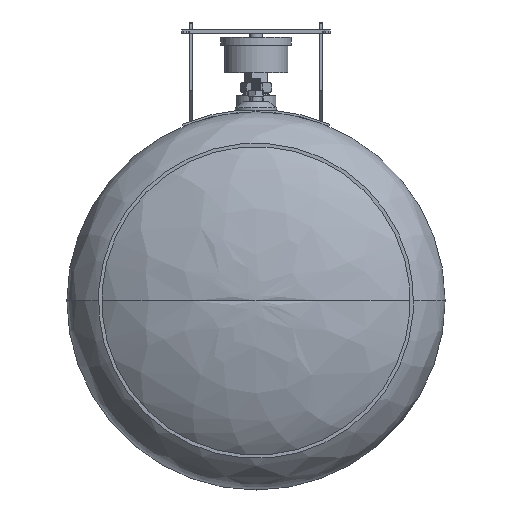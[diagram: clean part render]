
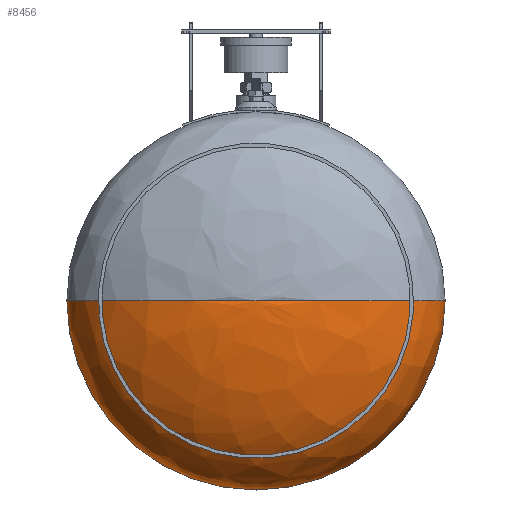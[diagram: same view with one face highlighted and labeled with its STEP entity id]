
A CAD part, front view. The second image highlights one B-rep face of the part: STEP entity #8456.
In plain terms, the highlighted free-form (B-spline) face has degree [3, 3] with [4, 4] control points.
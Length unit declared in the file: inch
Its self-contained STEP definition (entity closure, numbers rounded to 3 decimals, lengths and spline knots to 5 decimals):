
#374 = DIRECTION ( 'NONE',  ( 0., 0., -1. ) ) ;
#532 = CIRCLE ( 'NONE', #18223, 6. ) ;
#540 = DIRECTION ( 'NONE',  ( 0., -1., 0. ) ) ;
#2022 = VERTEX_POINT ( 'NONE', #14286 ) ;
#2699 = VERTEX_POINT ( 'NONE', #22649 ) ;
#3283 = VERTEX_POINT ( 'NONE', #11221 ) ;
#3756 = ORIENTED_EDGE ( 'NONE', *, *, #26629, .F. ) ;
#4334 = EDGE_CURVE ( 'NONE', #3283, #20738, #32684, .T. ) ;
#4351 = CARTESIAN_POINT ( 'NONE',  ( -3.51472, 4.062, 0. ) ) ;
#4385 = CARTESIAN_POINT ( 'NONE',  ( 3.51472, 4.062, 0. ) ) ;
#4719 = FACE_OUTER_BOUND ( 'NONE', #28964, .T. ) ;
#6087 = CARTESIAN_POINT ( 'NONE',  ( -6., 1.0125, 0. ) ) ;
#6648 =( BOUNDED_CURVE ( )  B_SPLINE_CURVE ( 3, ( #33653, #20509, #28996, #7892 ),
 .UNSPECIFIED., .F., .F. ) 
 B_SPLINE_CURVE_WITH_KNOTS ( ( 4, 4 ),
 ( 1.5708, 3.14159 ),
 .UNSPECIFIED. ) 
 CURVE ( )  GEOMETRIC_REPRESENTATION_ITEM ( )  RATIONAL_B_SPLINE_CURVE ( ( 1., 0.805, 0.805, 1. ) ) 
 REPRESENTATION_ITEM ( '' )  );
#7085 = ORIENTED_EDGE ( 'NONE', *, *, #16882, .F. ) ;
#7317 = CARTESIAN_POINT ( 'NONE',  ( -6., 2.79886, 12. ) ) ;
#7892 = CARTESIAN_POINT ( 'NONE',  ( 6., 1.0125, 0. ) ) ;
#8456 = ADVANCED_FACE ( 'NONE', ( #4719 ), #31596, .F. ) ;
#11221 = CARTESIAN_POINT ( 'NONE',  ( 0., 4.062, 0. ) ) ;
#11814 = CARTESIAN_POINT ( 'NONE',  ( 0., 4.062, 0. ) ) ;
#12329 = CARTESIAN_POINT ( 'NONE',  ( 6., 1.0125, 12. ) ) ;
#13728 = EDGE_CURVE ( 'NONE', #2699, #20738, #532, .T. ) ;
#14079 = AXIS2_PLACEMENT_3D ( 'NONE', #21325, #540, #374 ) ;
#14286 = CARTESIAN_POINT ( 'NONE',  ( 6., 1.0125, 0. ) ) ;
#16882 = EDGE_CURVE ( 'NONE', #3283, #2022, #6648, .T. ) ;
#17182 = CARTESIAN_POINT ( 'NONE',  ( -3.51472, 4.062, 7.02944 ) ) ;
#17360 = CARTESIAN_POINT ( 'NONE',  ( 3.51472, 4.062, 7.02944 ) ) ;
#17535 = CARTESIAN_POINT ( 'NONE',  ( -3.51472, 4.062, 0. ) ) ;
#17856 = CARTESIAN_POINT ( 'NONE',  ( 6., 1.0125, 0. ) ) ;
#18223 = AXIS2_PLACEMENT_3D ( 'NONE', #22816, #27839, #28186 ) ;
#19420 = ORIENTED_EDGE ( 'NONE', *, *, #13728, .F. ) ;
#20423 = CARTESIAN_POINT ( 'NONE',  ( -6., 2.79886, 0. ) ) ;
#20509 = CARTESIAN_POINT ( 'NONE',  ( 3.51472, 4.062, 0. ) ) ;
#20738 = VERTEX_POINT ( 'NONE', #6087 ) ;
#21325 = CARTESIAN_POINT ( 'NONE',  ( 0., 1.0125, 0. ) ) ;
#21897 = CIRCLE ( 'NONE', #14079, 6. ) ;
#22365 = CARTESIAN_POINT ( 'NONE',  ( -6., 2.79886, 0. ) ) ;
#22649 = CARTESIAN_POINT ( 'NONE',  ( 0., 1.0125, 6. ) ) ;
#22716 = CARTESIAN_POINT ( 'NONE',  ( 0., 4.062, 0. ) ) ;
#22816 = CARTESIAN_POINT ( 'NONE',  ( 0., 1.0125, 0. ) ) ;
#24965 = CARTESIAN_POINT ( 'NONE',  ( 0., 4.062, 0. ) ) ;
#25469 = CARTESIAN_POINT ( 'NONE',  ( 0., 4.062, 0. ) ) ;
#26629 = EDGE_CURVE ( 'NONE', #2022, #2699, #21897, .T. ) ;
#27839 = DIRECTION ( 'NONE',  ( 0., -1., 0. ) ) ;
#28047 = CARTESIAN_POINT ( 'NONE',  ( -6., 1.0125, 0. ) ) ;
#28186 = DIRECTION ( 'NONE',  ( 0., 0., -1. ) ) ;
#28964 = EDGE_LOOP ( 'NONE', ( #7085, #33531, #19420, #3756 ) ) ;
#28996 = CARTESIAN_POINT ( 'NONE',  ( 6., 2.79886, 0. ) ) ;
#29976 = CARTESIAN_POINT ( 'NONE',  ( 0., 4.062, 0. ) ) ;
#30843 = CARTESIAN_POINT ( 'NONE',  ( 6., 2.79886, 12. ) ) ;
#31005 = CARTESIAN_POINT ( 'NONE',  ( 6., 2.79886, 0. ) ) ;
#31596 =( BOUNDED_SURFACE ( )  B_SPLINE_SURFACE ( 3, 3, ( 
 ( #22716, #25469, #24965, #11814 ),
 ( #4385, #17360, #17182, #17535 ),
 ( #31005, #30843, #7317, #22365 ),
 ( #17856, #12329, #32918, #33603 ) ),
 .UNSPECIFIED., .F., .F., .F. ) 
 B_SPLINE_SURFACE_WITH_KNOTS ( ( 4, 4 ),
 ( 4, 4 ),
 ( 0., 1. ),
 ( 0., 1. ),
 .UNSPECIFIED. ) 
 GEOMETRIC_REPRESENTATION_ITEM ( )  RATIONAL_B_SPLINE_SURFACE ( (
 ( 1., 0.333, 0.333, 1.),
 ( 0.805, 0.268, 0.268, 0.805),
 ( 0.805, 0.268, 0.268, 0.805),
 ( 1., 0.333, 0.333, 1.) ) ) 
 REPRESENTATION_ITEM ( '' )  SURFACE ( )  );
#32684 =( BOUNDED_CURVE ( )  B_SPLINE_CURVE ( 3, ( #29976, #4351, #20423, #28047 ),
 .UNSPECIFIED., .F., .F. ) 
 B_SPLINE_CURVE_WITH_KNOTS ( ( 4, 4 ),
 ( 1.5708, 3.14159 ),
 .UNSPECIFIED. ) 
 CURVE ( )  GEOMETRIC_REPRESENTATION_ITEM ( )  RATIONAL_B_SPLINE_CURVE ( ( 1., 0.805, 0.805, 1. ) ) 
 REPRESENTATION_ITEM ( '' )  );
#32918 = CARTESIAN_POINT ( 'NONE',  ( -6., 1.0125, 12. ) ) ;
#33531 = ORIENTED_EDGE ( 'NONE', *, *, #4334, .T. ) ;
#33603 = CARTESIAN_POINT ( 'NONE',  ( -6., 1.0125, 0. ) ) ;
#33653 = CARTESIAN_POINT ( 'NONE',  ( 0., 4.062, 0. ) ) ;
